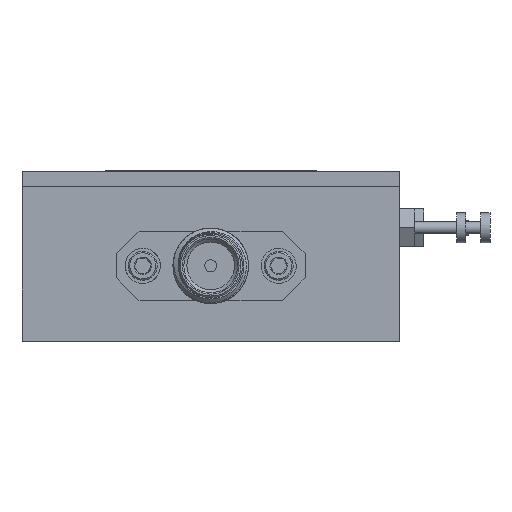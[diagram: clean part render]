
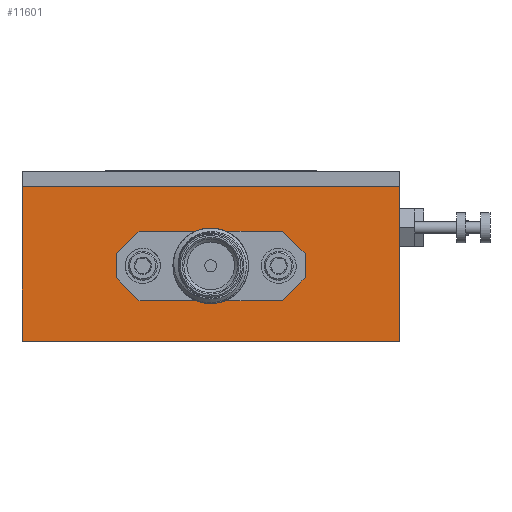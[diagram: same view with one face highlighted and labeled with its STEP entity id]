
A CAD part, left-side view. The second image highlights one B-rep face of the part: STEP entity #11601.
In plain terms, the highlighted planar face has unit normal (-1, 0, 0).
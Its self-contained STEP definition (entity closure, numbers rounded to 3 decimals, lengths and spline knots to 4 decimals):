
#268 = CARTESIAN_POINT ( 'NONE',  ( -0.625, 0.2375, -0.1465 ) ) ;
#706 = DIRECTION ( 'NONE',  ( 0., -0.707, -0.707 ) ) ;
#803 = CARTESIAN_POINT ( 'NONE',  ( -0.625, 0.625, -0.2815 ) ) ;
#885 = CARTESIAN_POINT ( 'NONE',  ( -0.625, -0.3125, 0.0085 ) ) ;
#887 = DIRECTION ( 'NONE',  ( 0., 0., -1. ) ) ;
#1615 = VECTOR ( 'NONE', #39062, 39.3701 ) ;
#2377 = VECTOR ( 'NONE', #51092, 39.3701 ) ;
#2384 = LINE ( 'NONE', #5801, #9438 ) ;
#3614 = CARTESIAN_POINT ( 'NONE',  ( -0.625, -0.1763, 0.1447 ) ) ;
#4425 = ORIENTED_EDGE ( 'NONE', *, *, #50945, .T. ) ;
#4698 = DIRECTION ( 'NONE',  ( 0., 0.707, 0.707 ) ) ;
#4797 = ORIENTED_EDGE ( 'NONE', *, *, #37432, .F. ) ;
#5110 = EDGE_CURVE ( 'NONE', #32508, #55067, #19933, .T. ) ;
#5216 = VECTOR ( 'NONE', #706, 39.3701 ) ;
#5801 = CARTESIAN_POINT ( 'NONE',  ( -0.625, -0.3125, -0.1465 ) ) ;
#6018 = ORIENTED_EDGE ( 'NONE', *, *, #5110, .T. ) ;
#6147 = ORIENTED_EDGE ( 'NONE', *, *, #18599, .F. ) ;
#6866 = ORIENTED_EDGE ( 'NONE', *, *, #40293, .T. ) ;
#6899 = DIRECTION ( 'NONE',  ( 0., 0., 1. ) ) ;
#7416 = CARTESIAN_POINT ( 'NONE',  ( -0.625, -0.2375, -0.1465 ) ) ;
#7419 = CARTESIAN_POINT ( 'NONE',  ( -0.625, 0.3125, 0.0835 ) ) ;
#8280 = VERTEX_POINT ( 'NONE', #7416 ) ;
#9438 = VECTOR ( 'NONE', #19326, 39.3701 ) ;
#10470 = CARTESIAN_POINT ( 'NONE',  ( -0.625, -0.1762, -0.2078 ) ) ;
#11601 = ADVANCED_FACE ( 'NONE', ( #43512, #49155 ), #28729, .F. ) ;
#12086 = EDGE_CURVE ( 'NONE', #41119, #55067, #26647, .T. ) ;
#12911 = CARTESIAN_POINT ( 'NONE',  ( -0.625, 0.3125, -0.0715 ) ) ;
#14909 = DIRECTION ( 'NONE',  ( 0., 1., 0. ) ) ;
#15127 = CARTESIAN_POINT ( 'NONE',  ( -0.625, -0.3125, 0.0835 ) ) ;
#15423 = CARTESIAN_POINT ( 'NONE',  ( -0.625, 0.625, 0.2315 ) ) ;
#15653 = EDGE_CURVE ( 'NONE', #25909, #44332, #46792, .T. ) ;
#15702 = AXIS2_PLACEMENT_3D ( 'NONE', #42042, #32466, #19721 ) ;
#16035 = CARTESIAN_POINT ( 'NONE',  ( -0.625, 0.3125, 0.0085 ) ) ;
#17028 = LINE ( 'NONE', #47691, #1615 ) ;
#18441 = ORIENTED_EDGE ( 'NONE', *, *, #12086, .F. ) ;
#18525 = ORIENTED_EDGE ( 'NONE', *, *, #15653, .F. ) ;
#18599 = EDGE_CURVE ( 'NONE', #21250, #57391, #30395, .T. ) ;
#19326 = DIRECTION ( 'NONE',  ( 0., -1., 0. ) ) ;
#19721 = DIRECTION ( 'NONE',  ( 0., 0., -1. ) ) ;
#19933 = LINE ( 'NONE', #37205, #2377 ) ;
#21133 = ORIENTED_EDGE ( 'NONE', *, *, #39217, .T. ) ;
#21250 = VERTEX_POINT ( 'NONE', #42529 ) ;
#22187 = VECTOR ( 'NONE', #56204, 39.3701 ) ;
#23815 = CARTESIAN_POINT ( 'NONE',  ( -0.625, -0.3125, -0.0715 ) ) ;
#25909 = VERTEX_POINT ( 'NONE', #23815 ) ;
#26459 = CARTESIAN_POINT ( 'NONE',  ( -0.625, 0.1763, -0.2077 ) ) ;
#26647 = LINE ( 'NONE', #27744, #47012 ) ;
#26950 = VECTOR ( 'NONE', #14909, 39.3701 ) ;
#27076 = CARTESIAN_POINT ( 'NONE',  ( -0.625, -0.3125, 0.0835 ) ) ;
#27744 = CARTESIAN_POINT ( 'NONE',  ( -0.625, -0.625, 0.2815 ) ) ;
#28548 = ORIENTED_EDGE ( 'NONE', *, *, #42617, .T. ) ;
#28729 = PLANE ( 'NONE',  #15702 ) ;
#29013 = DIRECTION ( 'NONE',  ( 0., -1., 0. ) ) ;
#29778 = VECTOR ( 'NONE', #4698, 39.3701 ) ;
#30395 = LINE ( 'NONE', #27076, #26950 ) ;
#30441 = LINE ( 'NONE', #26459, #29778 ) ;
#31032 = VERTEX_POINT ( 'NONE', #16035 ) ;
#31183 = LINE ( 'NONE', #3614, #5216 ) ;
#31421 = EDGE_CURVE ( 'NONE', #41855, #8280, #2384, .T. ) ;
#32049 = VECTOR ( 'NONE', #6899, 39.3701 ) ;
#32174 = CARTESIAN_POINT ( 'NONE',  ( -0.625, -0.625, 0.2315 ) ) ;
#32466 = DIRECTION ( 'NONE',  ( 1., 0., 0. ) ) ;
#32508 = VERTEX_POINT ( 'NONE', #803 ) ;
#33988 = DIRECTION ( 'NONE',  ( 0., 0.707, -0.707 ) ) ;
#35021 = CARTESIAN_POINT ( 'NONE',  ( -0.625, 0.2375, 0.0835 ) ) ;
#35447 = ORIENTED_EDGE ( 'NONE', *, *, #48939, .F. ) ;
#37205 = CARTESIAN_POINT ( 'NONE',  ( -0.625, -0.625, -0.2815 ) ) ;
#37432 = EDGE_CURVE ( 'NONE', #31032, #42999, #48121, .T. ) ;
#37477 = ORIENTED_EDGE ( 'NONE', *, *, #53783, .T. ) ;
#37552 = DIRECTION ( 'NONE',  ( 0., -0.707, 0.707 ) ) ;
#37952 = VERTEX_POINT ( 'NONE', #15423 ) ;
#38777 = CARTESIAN_POINT ( 'NONE',  ( -0.625, -0.625, 0.2315 ) ) ;
#39062 = DIRECTION ( 'NONE',  ( 0., 0., -1. ) ) ;
#39217 = EDGE_CURVE ( 'NONE', #21250, #44332, #31183, .T. ) ;
#40293 = EDGE_CURVE ( 'NONE', #41855, #42999, #30441, .T. ) ;
#41119 = VERTEX_POINT ( 'NONE', #32174 ) ;
#41855 = VERTEX_POINT ( 'NONE', #268 ) ;
#42042 = CARTESIAN_POINT ( 'NONE',  ( -0.625, -0.625, 0.2815 ) ) ;
#42411 = LINE ( 'NONE', #10470, #45933 ) ;
#42529 = CARTESIAN_POINT ( 'NONE',  ( -0.625, -0.2375, 0.0835 ) ) ;
#42617 = EDGE_CURVE ( 'NONE', #37952, #32508, #17028, .T. ) ;
#42775 = EDGE_LOOP ( 'NONE', ( #35447, #28548, #6018, #18441 ) ) ;
#42999 = VERTEX_POINT ( 'NONE', #12911 ) ;
#43512 = FACE_BOUND ( 'NONE', #52172, .T. ) ;
#44332 = VERTEX_POINT ( 'NONE', #885 ) ;
#45933 = VECTOR ( 'NONE', #33988, 39.3701 ) ;
#46014 = CARTESIAN_POINT ( 'NONE',  ( -0.625, 0.1762, 0.1448 ) ) ;
#46792 = LINE ( 'NONE', #15127, #32049 ) ;
#47010 = CARTESIAN_POINT ( 'NONE',  ( -0.625, -0.625, -0.2815 ) ) ;
#47012 = VECTOR ( 'NONE', #887, 39.3701 ) ;
#47691 = CARTESIAN_POINT ( 'NONE',  ( -0.625, 0.625, 0.2815 ) ) ;
#48121 = LINE ( 'NONE', #7419, #22187 ) ;
#48939 = EDGE_CURVE ( 'NONE', #37952, #41119, #50447, .T. ) ;
#49155 = FACE_OUTER_BOUND ( 'NONE', #42775, .T. ) ;
#50447 = LINE ( 'NONE', #38777, #54667 ) ;
#50945 = EDGE_CURVE ( 'NONE', #31032, #57391, #53131, .T. ) ;
#51092 = DIRECTION ( 'NONE',  ( 0., -1., 0. ) ) ;
#52172 = EDGE_LOOP ( 'NONE', ( #6866, #4797, #4425, #6147, #21133, #18525, #37477, #52310 ) ) ;
#52310 = ORIENTED_EDGE ( 'NONE', *, *, #31421, .F. ) ;
#52397 = VECTOR ( 'NONE', #37552, 39.3701 ) ;
#53131 = LINE ( 'NONE', #46014, #52397 ) ;
#53783 = EDGE_CURVE ( 'NONE', #25909, #8280, #42411, .T. ) ;
#54667 = VECTOR ( 'NONE', #29013, 39.3701 ) ;
#55067 = VERTEX_POINT ( 'NONE', #47010 ) ;
#56204 = DIRECTION ( 'NONE',  ( 0., 0., -1. ) ) ;
#57391 = VERTEX_POINT ( 'NONE', #35021 ) ;
